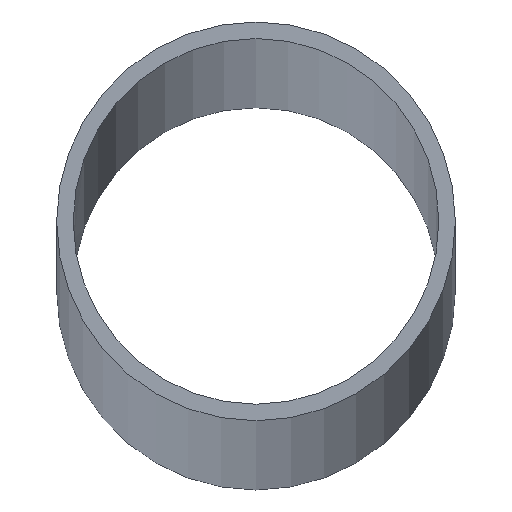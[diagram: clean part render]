
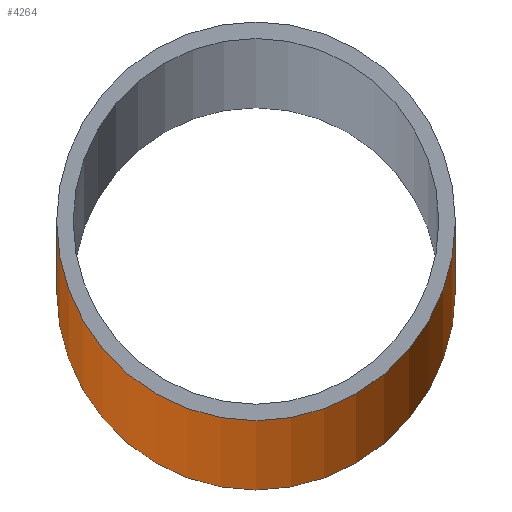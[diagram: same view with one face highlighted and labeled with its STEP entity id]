
A CAD part, top view. The second image highlights one B-rep face of the part: STEP entity #4264.
In plain terms, the highlighted cylindrical face has radius 30.15 mm (diameter 60.3 mm), a full revolution.
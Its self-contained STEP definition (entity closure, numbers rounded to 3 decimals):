
#54 = DIRECTION ( 'NONE',  ( 0., 0., 1. ) ) ;
#139 = CARTESIAN_POINT ( 'NONE',  ( 0., 0., -3000. ) ) ;
#901 = EDGE_LOOP ( 'NONE', ( #2358 ) ) ;
#1017 = DIRECTION ( 'NONE',  ( 1., 0., 0. ) ) ;
#1251 = CARTESIAN_POINT ( 'NONE',  ( 30.15, 0., -3000. ) ) ;
#1538 = EDGE_CURVE ( 'NONE', #8823, #8823, #10422, .T. ) ;
#1587 = DIRECTION ( 'NONE',  ( 0., 0., 1. ) ) ;
#2358 = ORIENTED_EDGE ( 'NONE', *, *, #5853, .F. ) ;
#2788 = AXIS2_PLACEMENT_3D ( 'NONE', #11566, #1587, #11411 ) ;
#3216 = CARTESIAN_POINT ( 'NONE',  ( 0., 0., 3000. ) ) ;
#4034 = EDGE_LOOP ( 'NONE', ( #8407 ) ) ;
#4264 = ADVANCED_FACE ( 'NONE', ( #9318, #8837 ), #9928, .T. ) ;
#4332 = VERTEX_POINT ( 'NONE', #11319 ) ;
#5853 = EDGE_CURVE ( 'NONE', #4332, #4332, #8658, .T. ) ;
#7180 = DIRECTION ( 'NONE',  ( -1., 0., 0. ) ) ;
#8339 = AXIS2_PLACEMENT_3D ( 'NONE', #139, #54, #1017 ) ;
#8407 = ORIENTED_EDGE ( 'NONE', *, *, #1538, .T. ) ;
#8658 = CIRCLE ( 'NONE', #2788, 30.15 ) ;
#8823 = VERTEX_POINT ( 'NONE', #1251 ) ;
#8837 = FACE_OUTER_BOUND ( 'NONE', #4034, .T. ) ;
#9318 = FACE_OUTER_BOUND ( 'NONE', #901, .T. ) ;
#9928 = CYLINDRICAL_SURFACE ( 'NONE', #9944, 30.15 ) ;
#9944 = AXIS2_PLACEMENT_3D ( 'NONE', #3216, #11206, #7180 ) ;
#10422 = CIRCLE ( 'NONE', #8339, 30.15 ) ;
#11206 = DIRECTION ( 'NONE',  ( 0., 0., -1. ) ) ;
#11319 = CARTESIAN_POINT ( 'NONE',  ( 30.15, 0., 3000. ) ) ;
#11411 = DIRECTION ( 'NONE',  ( 1., 0., 0. ) ) ;
#11566 = CARTESIAN_POINT ( 'NONE',  ( 0., 0., 3000. ) ) ;
